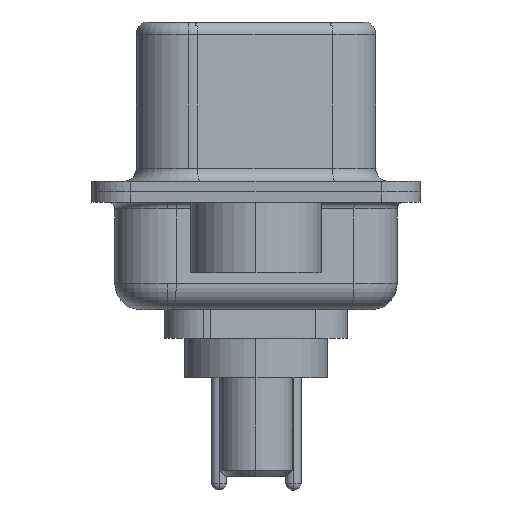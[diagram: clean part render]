
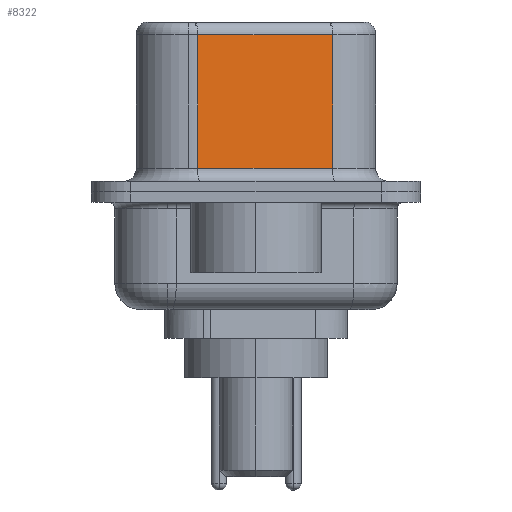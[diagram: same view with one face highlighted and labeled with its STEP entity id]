
A CAD part, left-side view. The second image highlights one B-rep face of the part: STEP entity #8322.
In plain terms, the highlighted planar face has unit normal (-0.985, -0.174, 0).
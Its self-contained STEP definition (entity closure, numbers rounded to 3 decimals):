
#266 = ORIENTED_EDGE ( 'NONE', *, *, #12085, .T. ) ;
#308 = ORIENTED_EDGE ( 'NONE', *, *, #14204, .T. ) ;
#810 = DIRECTION ( 'NONE',  ( 0., 0., -1. ) ) ;
#1282 = EDGE_LOOP ( 'NONE', ( #8365, #12254, #266, #308 ) ) ;
#1286 = CARTESIAN_POINT ( 'NONE',  ( 3.67, 2.233, 6.52 ) ) ;
#1352 = DIRECTION ( 'NONE',  ( 0., 0., -1. ) ) ;
#2304 = CARTESIAN_POINT ( 'NONE',  ( 4.58, -2.927, 0.9 ) ) ;
#2551 = VECTOR ( 'NONE', #18309, 1000. ) ;
#2701 = VERTEX_POINT ( 'NONE', #2304 ) ;
#3233 = VERTEX_POINT ( 'NONE', #4854 ) ;
#3694 = VERTEX_POINT ( 'NONE', #6484 ) ;
#3795 = VECTOR ( 'NONE', #1352, 1000. ) ;
#4814 = CARTESIAN_POINT ( 'NONE',  ( 3.67, 2.233, 6.02 ) ) ;
#4854 = CARTESIAN_POINT ( 'NONE',  ( 4.58, -2.927, 6.02 ) ) ;
#5800 = AXIS2_PLACEMENT_3D ( 'NONE', #9829, #9691, #9631 ) ;
#5882 = CARTESIAN_POINT ( 'NONE',  ( 4.58, -2.927, 6.02 ) ) ;
#6484 = CARTESIAN_POINT ( 'NONE',  ( 3.67, 2.233, 0.9 ) ) ;
#6817 = VERTEX_POINT ( 'NONE', #4814 ) ;
#7373 = DIRECTION ( 'NONE',  ( -0.174, 0.985, 0. ) ) ;
#7633 = VECTOR ( 'NONE', #810, 1000. ) ;
#7796 = LINE ( 'NONE', #1286, #3795 ) ;
#8103 = LINE ( 'NONE', #9823, #7633 ) ;
#8147 = VECTOR ( 'NONE', #7373, 1000. ) ;
#8322 = ADVANCED_FACE ( 'NONE', ( #11389 ), #18523, .F. ) ;
#8365 = ORIENTED_EDGE ( 'NONE', *, *, #17035, .F. ) ;
#8601 = LINE ( 'NONE', #5882, #8147 ) ;
#9631 = DIRECTION ( 'NONE',  ( -0.174, 0.985, 0. ) ) ;
#9691 = DIRECTION ( 'NONE',  ( 0.985, 0.174, 0. ) ) ;
#9823 = CARTESIAN_POINT ( 'NONE',  ( 4.58, -2.927, 6.52 ) ) ;
#9829 = CARTESIAN_POINT ( 'NONE',  ( 4.58, -2.927, 6.52 ) ) ;
#11389 = FACE_OUTER_BOUND ( 'NONE', #1282, .T. ) ;
#12085 = EDGE_CURVE ( 'NONE', #6817, #3694, #7796, .T. ) ;
#12254 = ORIENTED_EDGE ( 'NONE', *, *, #15946, .T. ) ;
#14204 = EDGE_CURVE ( 'NONE', #3694, #2701, #14294, .T. ) ;
#14294 = LINE ( 'NONE', #16798, #2551 ) ;
#15946 = EDGE_CURVE ( 'NONE', #3233, #6817, #8601, .T. ) ;
#16798 = CARTESIAN_POINT ( 'NONE',  ( 4.58, -2.927, 0.9 ) ) ;
#17035 = EDGE_CURVE ( 'NONE', #3233, #2701, #8103, .T. ) ;
#18309 = DIRECTION ( 'NONE',  ( 0.174, -0.985, 0. ) ) ;
#18523 = PLANE ( 'NONE',  #5800 ) ;
